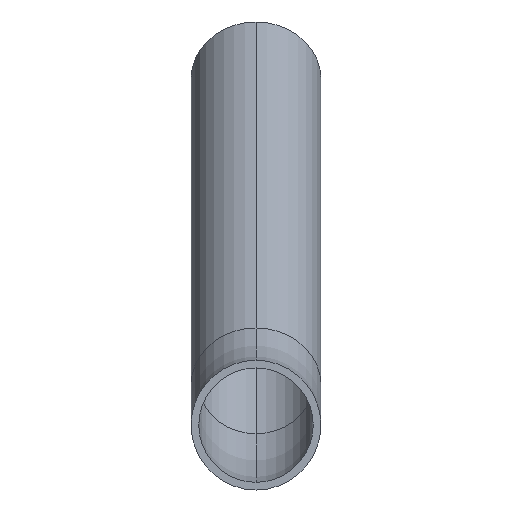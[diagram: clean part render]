
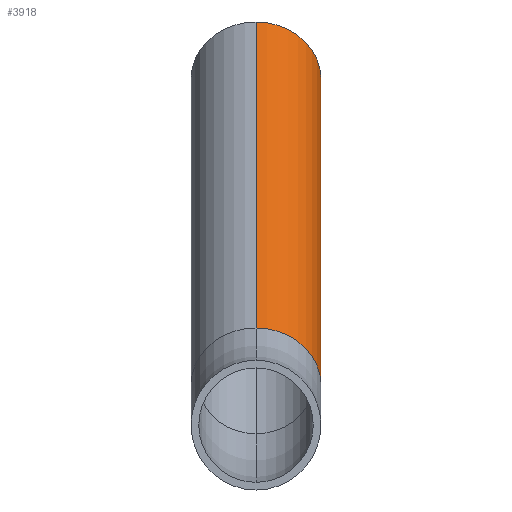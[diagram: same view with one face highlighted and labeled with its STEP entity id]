
A CAD part, front view. The second image highlights one B-rep face of the part: STEP entity #3918.
In plain terms, the highlighted cylindrical face has radius 21.2 mm (diameter 42.4 mm), a partial arc.
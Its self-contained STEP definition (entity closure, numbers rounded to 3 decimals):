
#932 = VERTEX_POINT ( 'NONE', #11027 ) ;
#1373 = DIRECTION ( 'NONE',  ( 0., 0.866, 0.5 ) ) ;
#1516 = EDGE_CURVE ( 'NONE', #3119, #932, #7346, .T. ) ;
#1741 = CARTESIAN_POINT ( 'NONE',  ( 0., 260.6, -4.962 ) ) ;
#1777 = ORIENTED_EDGE ( 'NONE', *, *, #1516, .T. ) ;
#2069 = LINE ( 'NONE', #8865, #5648 ) ;
#2213 = DIRECTION ( 'NONE',  ( 0., -0.5, 0.866 ) ) ;
#2256 = EDGE_CURVE ( 'NONE', #8151, #4509, #2069, .T. ) ;
#2845 = AXIS2_PLACEMENT_3D ( 'NONE', #3286, #3324, #9600 ) ;
#3068 = VECTOR ( 'NONE', #4492, 1000. ) ;
#3119 = VERTEX_POINT ( 'NONE', #5535 ) ;
#3286 = CARTESIAN_POINT ( 'NONE',  ( 0., 250., 13.397 ) ) ;
#3324 = DIRECTION ( 'NONE',  ( 0., 0.866, 0.5 ) ) ;
#3418 = EDGE_CURVE ( 'NONE', #8151, #3119, #6773, .T. ) ;
#3496 = ORIENTED_EDGE ( 'NONE', *, *, #3418, .T. ) ;
#3563 = CIRCLE ( 'NONE', #9147, 21.2 ) ;
#3918 = ADVANCED_FACE ( 'NONE', ( #5633 ), #7898, .T. ) ;
#4285 = DIRECTION ( 'NONE',  ( 0., 0.866, 0.5 ) ) ;
#4492 = DIRECTION ( 'NONE',  ( 0., 0.866, 0.5 ) ) ;
#4509 = VERTEX_POINT ( 'NONE', #6395 ) ;
#4688 = DIRECTION ( 'NONE',  ( 0., 0.866, 0.5 ) ) ;
#5489 = ORIENTED_EDGE ( 'NONE', *, *, #2256, .F. ) ;
#5535 = CARTESIAN_POINT ( 'NONE',  ( 0., 260.6, -4.962 ) ) ;
#5633 = FACE_OUTER_BOUND ( 'NONE', #8431, .T. ) ;
#5648 = VECTOR ( 'NONE', #4285, 1000. ) ;
#6395 = CARTESIAN_POINT ( 'NONE',  ( 0., 412.605, 131.757 ) ) ;
#6656 = CARTESIAN_POINT ( 'NONE',  ( 0., 239.4, 31.757 ) ) ;
#6773 = CIRCLE ( 'NONE', #2845, 21.2 ) ;
#7346 = LINE ( 'NONE', #1741, #3068 ) ;
#7898 = CYLINDRICAL_SURFACE ( 'NONE', #11737, 21.2 ) ;
#8151 = VERTEX_POINT ( 'NONE', #6656 ) ;
#8431 = EDGE_LOOP ( 'NONE', ( #3496, #1777, #11713, #5489 ) ) ;
#8456 = DIRECTION ( 'NONE',  ( 0., -0.5, 0.866 ) ) ;
#8865 = CARTESIAN_POINT ( 'NONE',  ( 0., 239.4, 31.757 ) ) ;
#9147 = AXIS2_PLACEMENT_3D ( 'NONE', #10304, #4688, #8456 ) ;
#9600 = DIRECTION ( 'NONE',  ( 0., -0.5, 0.866 ) ) ;
#9618 = EDGE_CURVE ( 'NONE', #4509, #932, #3563, .T. ) ;
#10304 = CARTESIAN_POINT ( 'NONE',  ( 0., 423.205, 113.397 ) ) ;
#11027 = CARTESIAN_POINT ( 'NONE',  ( 0., 433.805, 95.038 ) ) ;
#11426 = CARTESIAN_POINT ( 'NONE',  ( 0., 250., 13.397 ) ) ;
#11713 = ORIENTED_EDGE ( 'NONE', *, *, #9618, .F. ) ;
#11737 = AXIS2_PLACEMENT_3D ( 'NONE', #11426, #1373, #2213 ) ;
